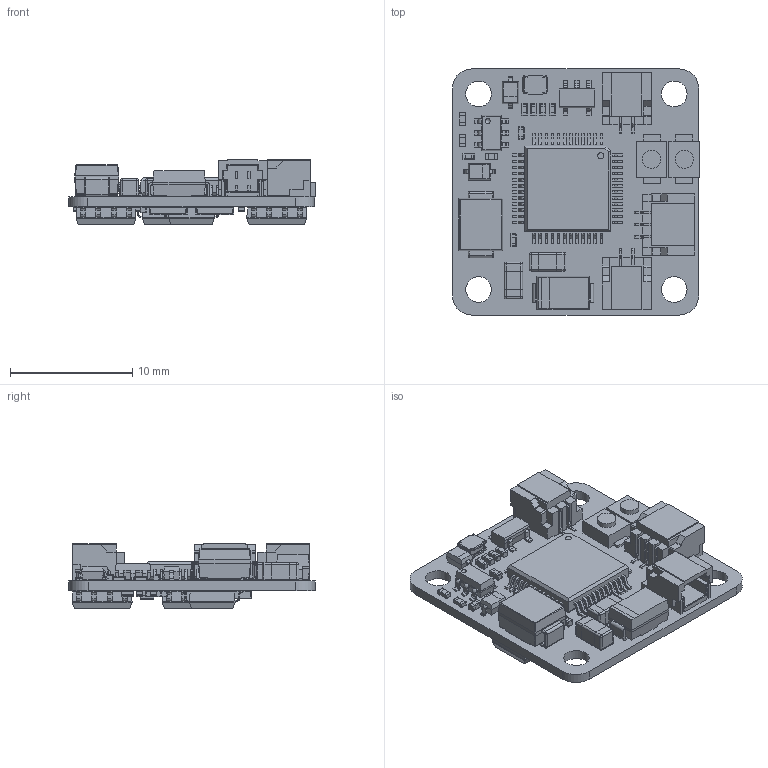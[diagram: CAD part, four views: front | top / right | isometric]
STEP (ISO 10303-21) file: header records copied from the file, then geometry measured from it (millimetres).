
FILE_DESCRIPTION(/* description */ (''),/* implementation_level */ '2;1');
FILE_NAME(/* name */ 'Motor-42.step',/* time_stamp */ '2024-04-23T15:37:23+08:00',/* author */ (''),/* organization */ (''),/* preprocessor_version */ 'ST-DEVELOPER v20',/* originating_system */ 'Autodesk Translation Framework v12.20.1.177',/* authorisation */ '');
FILE_SCHEMA (('AUTOMOTIVE_DESIGN { 1 0 10303 214 3 1 1 }'));
Products named in the file (133): PCB; C1; Y1; 123123123; Board; Open CASCADE STEP translator 6.8 1.1.1; U3; SW3dPS-Quad50M48; U6; User_Library-SOT23-6-2; U5; PCB1; U7; U4; R10; R14; R8; R7; U1; U2; SW3DPS-SO-8-DEFAULT; R11; R9; 6002449088; Mid_Body; Terminal; Open_CASCADE_STEP_translator_6.8_20.2.1; Mark; R12; 6002444528; Mid_Body (2); Terminal (2); Open_CASCADE_STEP_translator_6.8_20.2.1 (2); Mark (2); R13; 6002443728; Mid_Body (1); Terminal (1); Open_CASCADE_STEP_translator_6.8_20.2.1 (1); Mark (1) ...
Assembly tree (168 placements, depth 7):
  PCB
    C1
      6002443008
        Terminal (5)
          Open_CASCADE_STEP_translator_6.8_54.1.1 (1)
          Open_CASCADE_STEP_translator_6.8_54.1.2 (1)
        Mid_Body (5)
          Open_CASCADE_STEP_translator_6.8_54.2.1 (1)
    Y1
      123123123
    Board
      Open CASCADE STEP translator 6.8 1.1.1
    U3
      SW3dPS-Quad50M48
    U6
      User_Library-SOT23-6-2
    U5
      PCB1
    U7
      SW3DPS-SO-8-DEFAULT
    U4
      SW3DPS-SO-8-DEFAULT
    R10
      6002443728
        Mid_Body (1)
        Terminal (1)  x2
          Open_CASCADE_STEP_translator_6.8_20.2.1 (1)
        Mark (1)
    R14
      6002449088
        Mid_Body
        Terminal  x2
          Open_CASCADE_STEP_translator_6.8_20.2.1
        Mark
    R8
      6002444528
        Mid_Body (2)
        Terminal (2)  x2
          Open_CASCADE_STEP_translator_6.8_20.2.1 (2)
        Mark (2)
    R7
      6002443728
        Mid_Body (1)
        Terminal (1)  x2
          Open_CASCADE_STEP_translator_6.8_20.2.1 (1)
        Mark (1)
    U1
      SW3DPS-SO-8-DEFAULT
    U2
      SW3DPS-SO-8-DEFAULT
    R11
      6002443728
        Mid_Body (1)
        Terminal (1)  x2
          Open_CASCADE_STEP_translator_6.8_20.2.1 (1)
        Mark (1)
    R9
      6002449088
        Mid_Body
        Terminal  x2
Bounding box: 20.2 x 20.13 x 5.31 mm (x, y, z)
Volume: 699.7 mm3; surface area: 2358.8 mm2
Topology: 156 solids, 210 shells, 3815 faces, 9586 edges, 5960 vertices
Faces by surface type: plane 2490, cylinder 1034, sphere 223, bspline 52, torus 16
Full cylindrical faces by diameter (mm): 0.432 x4, 0.5 x1, 1.5 x2, 2.1 x4
Entity records: 69195 total; most frequent: CARTESIAN_POINT 13189, DIRECTION 11203, ORIENTED_EDGE 10566, EDGE_CURVE 5413, LINE 4251, VECTOR 4251, VERTEX_POINT 3498, AXIS2_PLACEMENT_3D 3476
